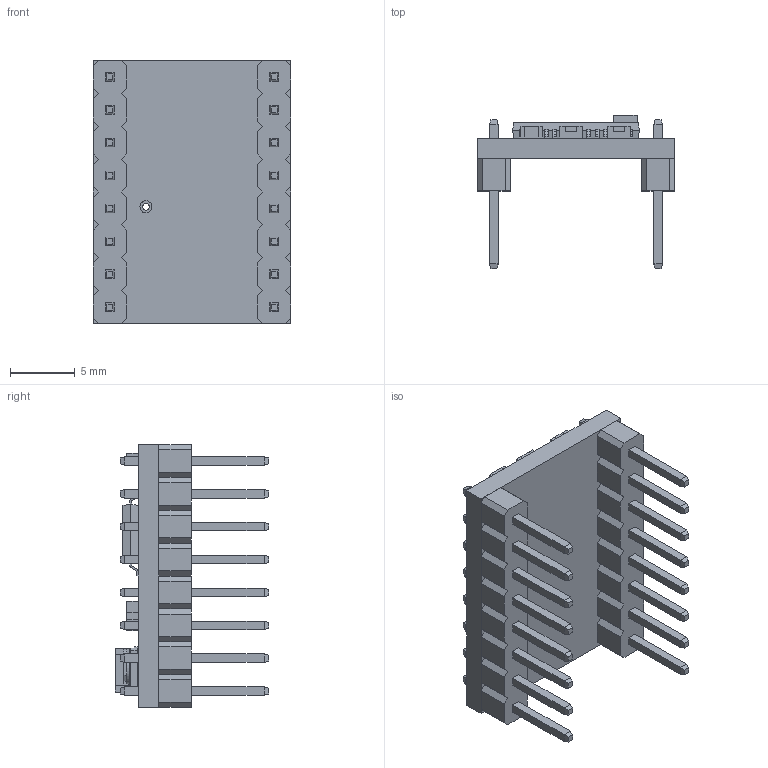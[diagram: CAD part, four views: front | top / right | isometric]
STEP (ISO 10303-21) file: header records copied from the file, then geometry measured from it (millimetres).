
FILE_DESCRIPTION (( 'STEP AP214' ), '1' );
FILE_NAME ('DRV8825 STEPPER MOTOR DRIVER CARRIER.STEP', '2020-03-17T09:18:17', ( '' ), ( '' ), 'SwSTEP 2.0', 'SolidWorks 2017', '' );
FILE_SCHEMA (( 'AUTOMOTIVE_DESIGN' ));
Length unit declared in the file: mil
Products named in the file (1): DRV8825 STEPPER MOTOR DRIVER CARRIER
Bounding box: 15.24 x 11.89 x 20.32 mm (x, y, z)
Volume: 864.6 mm3; surface area: 2445.8 mm2
Topology: 93 solids, 93 shells, 1220 faces, 2936 edges, 1906 vertices
Faces by surface type: plane 979, cylinder 231, torus 8, cone 2
Entity records: 36232 total; most frequent: CARTESIAN_POINT 6063, ORIENTED_EDGE 5872, DIRECTION 5850, EDGE_CURVE 2936, VECTOR 2464, LINE 2464, VERTEX_POINT 1906, AXIS2_PLACEMENT_3D 1693
